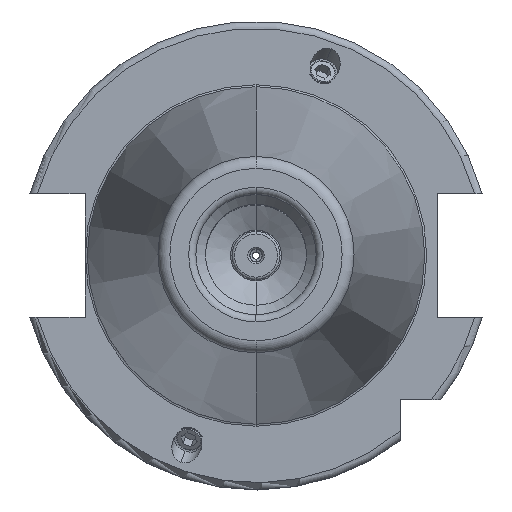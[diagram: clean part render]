
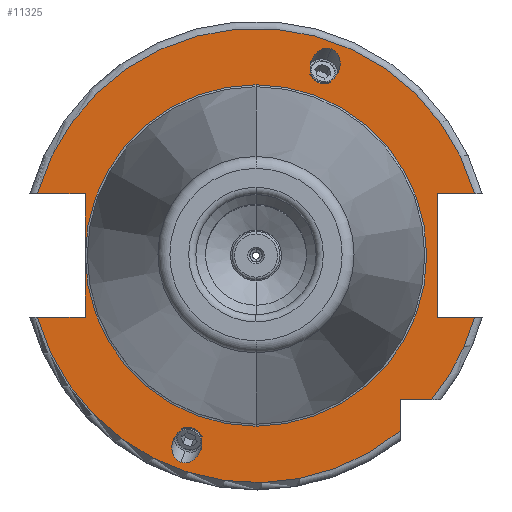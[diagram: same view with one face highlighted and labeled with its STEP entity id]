
A CAD part, top view. The second image highlights one B-rep face of the part: STEP entity #11325.
In plain terms, the highlighted planar face has unit normal (0, 0, 1).
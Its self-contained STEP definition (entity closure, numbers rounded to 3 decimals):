
#3325=CARTESIAN_POINT('',(0,0,15.9));
#3326=DIRECTION('',(0,0,1));
#3327=DIRECTION('',(0.962,0.272,0));
#3328=AXIS2_PLACEMENT_3D('',#3325,#3326,#3327);
#3376=CARTESIAN_POINT('',(0,0,15.9));
#3377=DIRECTION('',(0,0,1));
#3378=DIRECTION('',(-0.962,-0.272,0));
#3379=AXIS2_PLACEMENT_3D('',#3376,#3377,#3378);
#3395=DIRECTION('',(1,0,0));
#3396=VECTOR('',#3395,9.969);
#3397=CARTESIAN_POINT('',(-45.469,-12.85,15.9));
#3398=LINE('',#3397,#3396);
#3399=DIRECTION('',(0.,1,0));
#3400=VECTOR('',#3399,12.85);
#3401=CARTESIAN_POINT('',(-35.5,-12.85,15.9));
#3402=LINE('',#3401,#3400);
#3403=DIRECTION('',(0.,1,0));
#3404=VECTOR('',#3403,12.85);
#3405=CARTESIAN_POINT('',(-35.5,0,15.9));
#3406=LINE('',#3405,#3404);
#3407=DIRECTION('',(1,0,0));
#3408=VECTOR('',#3407,9.969);
#3409=CARTESIAN_POINT('',(-45.469,12.85,15.9));
#3410=LINE('',#3409,#3408);
#3411=DIRECTION('',(-1,0,0));
#3412=VECTOR('',#3411,7.769);
#3413=CARTESIAN_POINT('',(45.469,12.85,15.9));
#3414=LINE('',#3413,#3412);
#3415=DIRECTION('',(0,-1,0));
#3416=VECTOR('',#3415,25.7);
#3417=CARTESIAN_POINT('',(37.7,12.85,15.9));
#3418=LINE('',#3417,#3416);
#3419=DIRECTION('',(-1,0,0));
#3420=VECTOR('',#3419,7.769);
#3421=CARTESIAN_POINT('',(45.469,-12.85,15.9));
#3422=LINE('',#3421,#3420);
#3423=CARTESIAN_POINT('',(0,0,15.9));
#3424=DIRECTION('',(0,0,1));
#3425=DIRECTION('',(0.773,-0.635,0));
#3426=AXIS2_PLACEMENT_3D('',#3423,#3424,#3425);
#3428=DIRECTION('',(-1,0,0));
#3429=VECTOR('',#3428,6.504);
#3430=CARTESIAN_POINT('',(36.504,-30,15.9));
#3431=LINE('',#3430,#3429);
#3432=DIRECTION('',(0,1,0));
#3433=VECTOR('',#3432,6.504);
#3434=CARTESIAN_POINT('',(30,-36.504,15.9));
#3435=LINE('',#3434,#3433);
#3436=CARTESIAN_POINT('',(15.638,42.966,15.9));
#3437=CARTESIAN_POINT('',(15.301,43.089,15.9));
#3438=CARTESIAN_POINT('',(14.517,43.205,15.9));
#3439=CARTESIAN_POINT('',(13.205,42.774,15.9));
#3440=CARTESIAN_POINT('',(12.281,41.938,15.9));
#3441=CARTESIAN_POINT('',(11.759,41.131,15.9));
#3442=CARTESIAN_POINT('',(11.484,40.516,15.9));
#3443=CARTESIAN_POINT('',(11.299,39.867,15.9));
#3444=CARTESIAN_POINT('',(11.18,38.913,15.9));
#3445=CARTESIAN_POINT('',(11.35,37.679,15.9));
#3446=CARTESIAN_POINT('',(12.078,36.506,15.9));
#3447=CARTESIAN_POINT('',(12.754,36.091,15.9));
#3448=CARTESIAN_POINT('',(13.091,35.968,15.9));
#3450=CARTESIAN_POINT('',(13.091,35.968,15.9));
#3451=CARTESIAN_POINT('',(13.429,35.845,15.9));
#3452=CARTESIAN_POINT('',(14.213,35.729,15.9));
#3453=CARTESIAN_POINT('',(15.525,36.16,15.9));
#3454=CARTESIAN_POINT('',(16.448,36.996,15.9));
#3455=CARTESIAN_POINT('',(16.971,37.803,15.9));
#3456=CARTESIAN_POINT('',(17.246,38.418,15.9));
#3457=CARTESIAN_POINT('',(17.431,39.067,15.9));
#3458=CARTESIAN_POINT('',(17.549,40.021,15.9));
#3459=CARTESIAN_POINT('',(17.379,41.255,15.9));
#3460=CARTESIAN_POINT('',(16.651,42.428,15.9));
#3461=CARTESIAN_POINT('',(15.976,42.843,15.9));
#3462=CARTESIAN_POINT('',(15.638,42.966,15.9));
#3464=CARTESIAN_POINT('',(-15.638,-42.966,15.9));
#3465=CARTESIAN_POINT('',(-15.976,-42.843,15.9));
#3466=CARTESIAN_POINT('',(-16.651,-42.428,15.9));
#3467=CARTESIAN_POINT('',(-17.379,-41.255,15.9));
#3468=CARTESIAN_POINT('',(-17.549,-40.021,15.9));
#3469=CARTESIAN_POINT('',(-17.431,-39.067,15.9));
#3470=CARTESIAN_POINT('',(-17.246,-38.418,15.9));
#3471=CARTESIAN_POINT('',(-16.971,-37.803,15.9));
#3472=CARTESIAN_POINT('',(-16.448,-36.996,15.9));
#3473=CARTESIAN_POINT('',(-15.525,-36.16,15.9));
#3474=CARTESIAN_POINT('',(-14.213,-35.729,15.9));
#3475=CARTESIAN_POINT('',(-13.429,-35.845,15.9));
#3476=CARTESIAN_POINT('',(-13.091,-35.968,15.9));
#3478=CARTESIAN_POINT('',(-13.091,-35.968,15.9));
#3479=CARTESIAN_POINT('',(-12.754,-36.091,15.9));
#3480=CARTESIAN_POINT('',(-12.078,-36.506,15.9));
#3481=CARTESIAN_POINT('',(-11.35,-37.679,15.9));
#3482=CARTESIAN_POINT('',(-11.18,-38.913,15.9));
#3483=CARTESIAN_POINT('',(-11.299,-39.867,15.9));
#3484=CARTESIAN_POINT('',(-11.484,-40.516,15.9));
#3485=CARTESIAN_POINT('',(-11.759,-41.131,15.9));
#3486=CARTESIAN_POINT('',(-12.281,-41.938,15.9));
#3487=CARTESIAN_POINT('',(-13.205,-42.774,15.9));
#3488=CARTESIAN_POINT('',(-14.517,-43.205,15.9));
#3489=CARTESIAN_POINT('',(-15.301,-43.089,15.9));
#3490=CARTESIAN_POINT('',(-15.638,-42.966,15.9));
#3492=CARTESIAN_POINT('',(0,0,15.9));
#3493=DIRECTION('',(0,0,1));
#3494=DIRECTION('',(0,1,0));
#3495=AXIS2_PLACEMENT_3D('',#3492,#3493,#3494);
#3507=CARTESIAN_POINT('',(0,0,15.9));
#3508=DIRECTION('',(0,0,1));
#3509=DIRECTION('',(-1,0,0));
#3510=AXIS2_PLACEMENT_3D('',#3507,#3508,#3509);
#3512=CARTESIAN_POINT('',(0,0,15.9));
#3513=DIRECTION('',(0,0,-1));
#3514=DIRECTION('',(0,1,0));
#3515=AXIS2_PLACEMENT_3D('',#3512,#3513,#3514);
#5387=CARTESIAN_POINT('',(0,35.5,15.9));
#5389=VERTEX_POINT('',#5387);
#5409=CARTESIAN_POINT('',(0,-35.5,15.9));
#5411=VERTEX_POINT('',#5409);
#5557=CARTESIAN_POINT('',(-45.469,-12.85,15.9));
#5558=CARTESIAN_POINT('',(-35.5,-12.85,15.9));
#5559=VERTEX_POINT('',#5557);
#5560=VERTEX_POINT('',#5558);
#5561=CARTESIAN_POINT('',(-35.5,0,15.9));
#5562=VERTEX_POINT('',#5561);
#5563=CARTESIAN_POINT('',(-35.5,12.85,15.9));
#5564=VERTEX_POINT('',#5563);
#5565=CARTESIAN_POINT('',(-45.469,12.85,15.9));
#5566=VERTEX_POINT('',#5565);
#5567=CARTESIAN_POINT('',(37.7,12.85,15.9));
#5568=CARTESIAN_POINT('',(37.7,-12.85,15.9));
#5569=VERTEX_POINT('',#5567);
#5570=VERTEX_POINT('',#5568);
#5571=CARTESIAN_POINT('',(45.469,-12.85,15.9));
#5572=VERTEX_POINT('',#5571);
#5573=CARTESIAN_POINT('',(45.469,12.85,15.9));
#5574=VERTEX_POINT('',#5573);
#5575=CARTESIAN_POINT('',(30,-36.504,15.9));
#5576=CARTESIAN_POINT('',(30,-30,15.9));
#5577=VERTEX_POINT('',#5575);
#5578=VERTEX_POINT('',#5576);
#5579=CARTESIAN_POINT('',(36.504,-30,15.9));
#5580=VERTEX_POINT('',#5579);
#5625=VERTEX_POINT('',#3436);
#5626=VERTEX_POINT('',#3448);
#5666=CARTESIAN_POINT('',(-15.638,-42.966,15.9));
#5668=VERTEX_POINT('',#5666);
#5669=CARTESIAN_POINT('',(-13.091,-35.968,15.9));
#5670=VERTEX_POINT('',#5669);
#11286=CARTESIAN_POINT('',(0,0,15.9));
#11287=DIRECTION('',(0,0,-1));
#11288=DIRECTION('',(0,-1,0));
#11289=AXIS2_PLACEMENT_3D('',#11286,#11287,#11288);
#11290=PLANE('',#11289);
#11291=ORIENTED_EDGE('',*,*,#10665,.T.);
#11292=ORIENTED_EDGE('',*,*,#10702,.T.);
#11294=ORIENTED_EDGE('',*,*,#11293,.T.);
#11296=ORIENTED_EDGE('',*,*,#11295,.F.);
#11298=ORIENTED_EDGE('',*,*,#11297,.T.);
#11299=ORIENTED_EDGE('',*,*,#10700,.T.);
#11300=ORIENTED_EDGE('',*,*,#10736,.F.);
#11301=ORIENTED_EDGE('',*,*,#11264,.F.);
#11303=ORIENTED_EDGE('',*,*,#11302,.T.);
#11305=ORIENTED_EDGE('',*,*,#11304,.T.);
#11306=ORIENTED_EDGE('',*,*,#10812,.F.);
#11307=ORIENTED_EDGE('',*,*,#11254,.F.);
#11308=ORIENTED_EDGE('',*,*,#10869,.T.);
#11309=ORIENTED_EDGE('',*,*,#10920,.F.);
#11310=ORIENTED_EDGE('',*,*,#11280,.F.);
#11311=EDGE_LOOP('',(#11291,#11292,#11294,#11296,#11298,#11299,#11300,#11301,
#11303,#11305,#11306,#11307,#11308,#11309,#11310));
#11312=FACE_OUTER_BOUND('',#11311,.F.);
#11314=ORIENTED_EDGE('',*,*,#11313,.T.);
#11316=ORIENTED_EDGE('',*,*,#11315,.T.);
#11317=EDGE_LOOP('',(#11314,#11316));
#11318=FACE_BOUND('',#11317,.F.);
#11320=ORIENTED_EDGE('',*,*,#11319,.F.);
#11322=ORIENTED_EDGE('',*,*,#11321,.F.);
#11323=EDGE_LOOP('',(#11320,#11322));
#11324=FACE_BOUND('',#11323,.F.);
#11325=ADVANCED_FACE('',(#11312,#11318,#11324),#11290,.F.);
#3329=CIRCLE('',#3328,47.25);
#3380=CIRCLE('',#3379,47.25);
#3427=CIRCLE('',#3426,47.25);
#3449=B_SPLINE_CURVE_WITH_KNOTS('',3,(#3436,#3437,#3438,#3439,#3440,#3441,#3442,
#3443,#3444,#3445,#3446,#3447,#3448),.UNSPECIFIED.,.F.,.F.,(4,1,1,1,1,1,1,1,1,1,
4),(0,0.125,0.25,0.375,0.438,0.5,0.563,0.625,0.75,0.875,
1.0),.UNSPECIFIED.);
#3463=B_SPLINE_CURVE_WITH_KNOTS('',3,(#3450,#3451,#3452,#3453,#3454,#3455,#3456,
#3457,#3458,#3459,#3460,#3461,#3462),.UNSPECIFIED.,.F.,.F.,(4,1,1,1,1,1,1,1,1,1,
4),(0,0.125,0.25,0.375,0.438,0.5,0.563,0.625,0.75,0.875,
1.0),.UNSPECIFIED.);
#3477=B_SPLINE_CURVE_WITH_KNOTS('',3,(#3464,#3465,#3466,#3467,#3468,#3469,#3470,
#3471,#3472,#3473,#3474,#3475,#3476),.UNSPECIFIED.,.F.,.F.,(4,1,1,1,1,1,1,1,1,1,
4),(0,0.125,0.25,0.375,0.438,0.5,0.563,0.625,0.75,0.875,
1.0),.UNSPECIFIED.);
#3491=B_SPLINE_CURVE_WITH_KNOTS('',3,(#3478,#3479,#3480,#3481,#3482,#3483,#3484,
#3485,#3486,#3487,#3488,#3489,#3490),.UNSPECIFIED.,.F.,.F.,(4,1,1,1,1,1,1,1,1,1,
4),(0,0.125,0.25,0.375,0.438,0.5,0.563,0.625,0.75,0.875,
1.0),.UNSPECIFIED.);
#3496=CIRCLE('',#3495,35.5);
#3511=CIRCLE('',#3510,35.5);
#3516=CIRCLE('',#3515,35.5);
#10665=EDGE_CURVE('',#5559,#5560,#3398,.T.);
#10700=EDGE_CURVE('',#5562,#5564,#3406,.T.);
#10702=EDGE_CURVE('',#5560,#5562,#3402,.T.);
#10736=EDGE_CURVE('',#5566,#5564,#3410,.T.);
#10812=EDGE_CURVE('',#5572,#5570,#3422,.T.);
#10869=EDGE_CURVE('',#5580,#5578,#3431,.T.);
#10920=EDGE_CURVE('',#5577,#5578,#3435,.T.);
#11254=EDGE_CURVE('',#5580,#5572,#3427,.T.);
#11264=EDGE_CURVE('',#5574,#5566,#3329,.T.);
#11280=EDGE_CURVE('',#5559,#5577,#3380,.T.);
#11293=EDGE_CURVE('',#5562,#5411,#3511,.T.);
#11295=EDGE_CURVE('',#5389,#5411,#3516,.T.);
#11297=EDGE_CURVE('',#5389,#5562,#3496,.T.);
#11302=EDGE_CURVE('',#5574,#5569,#3414,.T.);
#11304=EDGE_CURVE('',#5569,#5570,#3418,.T.);
#11313=EDGE_CURVE('',#5625,#5626,#3449,.T.);
#11315=EDGE_CURVE('',#5626,#5625,#3463,.T.);
#11319=EDGE_CURVE('',#5668,#5670,#3477,.T.);
#11321=EDGE_CURVE('',#5670,#5668,#3491,.T.);
